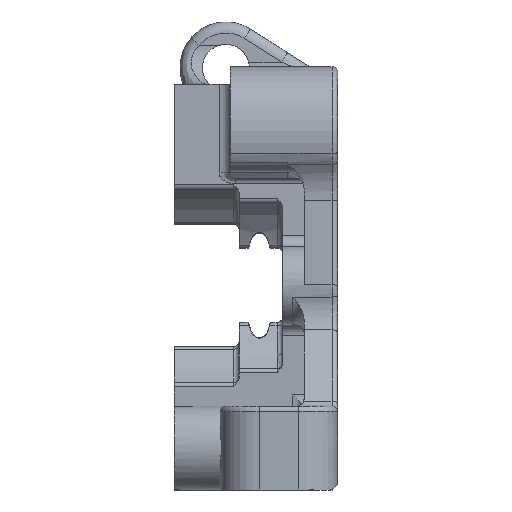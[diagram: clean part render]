
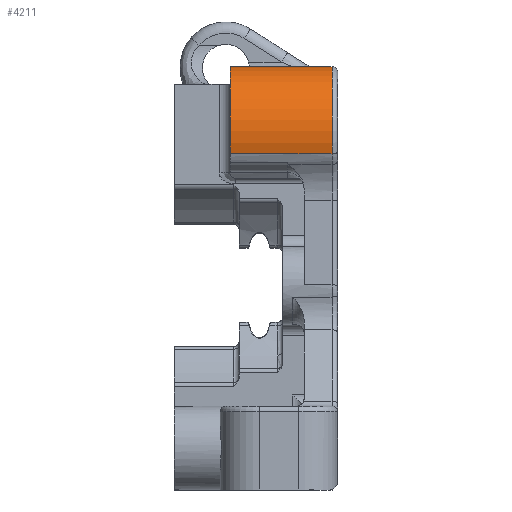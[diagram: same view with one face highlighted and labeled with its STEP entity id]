
A CAD part, left-side view. The second image highlights one B-rep face of the part: STEP entity #4211.
In plain terms, the highlighted cylindrical face has radius 6 mm (diameter 12 mm), a partial arc.
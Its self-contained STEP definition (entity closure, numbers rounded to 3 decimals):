
#213=CYLINDRICAL_SURFACE('',#4522,6.);
#345=LINE('',#6608,#621);
#346=LINE('',#6611,#622);
#347=LINE('',#6613,#623);
#621=VECTOR('',#5164,3.);
#622=VECTOR('',#5167,3.);
#623=VECTOR('',#5170,10.);
#919=FACE_OUTER_BOUND('',#1174,.T.);
#1174=EDGE_LOOP('',(#2899,#2900,#2901,#2902,#2903));
#1436=CIRCLE('',#4466,6.);
#1452=CIRCLE('',#4492,6.);
#1720=VERTEX_POINT('',#6411);
#1721=VERTEX_POINT('',#6413);
#1744=VERTEX_POINT('',#6534);
#1746=VERTEX_POINT('',#6540);
#1770=VERTEX_POINT('',#6607);
#2133=EDGE_CURVE('',#1720,#1721,#1436,.T.);
#2168=EDGE_CURVE('',#1744,#1746,#1452,.T.);
#2200=EDGE_CURVE('',#1746,#1770,#345,.T.);
#2202=EDGE_CURVE('',#1770,#1720,#346,.T.);
#2203=EDGE_CURVE('',#1721,#1744,#347,.T.);
#2899=ORIENTED_EDGE('',*,*,#2168,.F.);
#2900=ORIENTED_EDGE('',*,*,#2203,.F.);
#2901=ORIENTED_EDGE('',*,*,#2133,.F.);
#2902=ORIENTED_EDGE('',*,*,#2202,.F.);
#2903=ORIENTED_EDGE('',*,*,#2200,.F.);
#4211=ADVANCED_FACE('',(#919),#213,.T.);
#4466=AXIS2_PLACEMENT_3D('',#6414,#5030,#5031);
#4492=AXIS2_PLACEMENT_3D('',#6544,#5094,#5095);
#4522=AXIS2_PLACEMENT_3D('',#6612,#5168,#5169);
#5030=DIRECTION('center_axis',(0.,1.,0.));
#5031=DIRECTION('ref_axis',(-1.,0.,0.));
#5094=DIRECTION('center_axis',(0.,-1.,0.));
#5095=DIRECTION('ref_axis',(-0.576,0.,0.817));
#5164=DIRECTION('',(0.,1.,0.));
#5167=DIRECTION('',(0.,1.,0.));
#5168=DIRECTION('center_axis',(0.,-1.,0.));
#5169=DIRECTION('ref_axis',(-1.,0.,0.));
#5170=DIRECTION('',(0.,-1.,0.));
#6411=CARTESIAN_POINT('',(-14.229,-10.3,27.869));
#6413=CARTESIAN_POINT('',(-4.895,-10.3,34.449));
#6414=CARTESIAN_POINT('Origin',(-8.5,-10.3,29.652));
#6534=CARTESIAN_POINT('',(-4.895,-19.4,34.449));
#6540=CARTESIAN_POINT('',(-14.229,-19.4,27.869));
#6544=CARTESIAN_POINT('Origin',(-8.5,-19.4,29.652));
#6607=CARTESIAN_POINT('',(-14.229,-16.9,27.869));
#6608=CARTESIAN_POINT('',(-14.229,-10.3,27.869));
#6611=CARTESIAN_POINT('',(-14.229,-10.3,27.869));
#6612=CARTESIAN_POINT('Origin',(-8.5,-10.3,29.652));
#6613=CARTESIAN_POINT('',(-4.895,-10.3,34.449));
